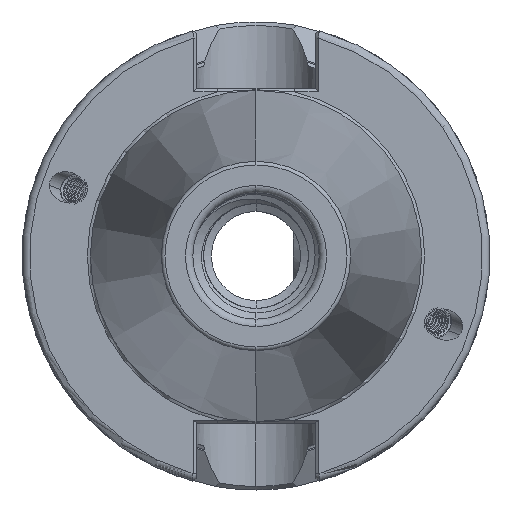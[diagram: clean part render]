
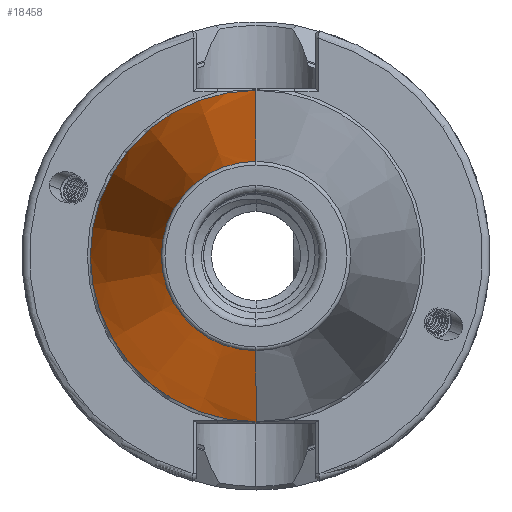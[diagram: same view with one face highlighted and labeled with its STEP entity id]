
A CAD part, left-side view. The second image highlights one B-rep face of the part: STEP entity #18458.
In plain terms, the highlighted conical face has half-angle 8.297 degrees and reference radius 22.298 mm.
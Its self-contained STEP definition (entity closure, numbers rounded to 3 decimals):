
#760 = DIRECTION ( 'NONE',  ( 0., 0., -1. ) ) ;
#781 = CARTESIAN_POINT ( 'NONE',  ( -1.5, 0., 0. ) ) ;
#797 = DIRECTION ( 'NONE',  ( 1., 0., 0. ) ) ;
#2167 = CARTESIAN_POINT ( 'NONE',  ( -1.5, 0., -22.298 ) ) ;
#2174 = CARTESIAN_POINT ( 'NONE',  ( -1.5, 0., 22.298 ) ) ;
#2179 = CARTESIAN_POINT ( 'NONE',  ( -66.972, 0., -12.75 ) ) ;
#2222 = CARTESIAN_POINT ( 'NONE',  ( -66.972, 0., 12.75 ) ) ;
#4406 = AXIS2_PLACEMENT_3D ( 'NONE', #781, #797, #760 ) ;
#4407 = AXIS2_PLACEMENT_3D ( 'NONE', #4725, #4694, #4702 ) ;
#4453 = AXIS2_PLACEMENT_3D ( 'NONE', #15786, #15770, #15772 ) ;
#4694 = DIRECTION ( 'NONE',  ( 1., 0., 0. ) ) ;
#4702 = DIRECTION ( 'NONE',  ( 0., 0., -1. ) ) ;
#4725 = CARTESIAN_POINT ( 'NONE',  ( -66.972, 0., 0. ) ) ;
#4965 = CARTESIAN_POINT ( 'NONE',  ( -1.5, 0., 22.298 ) ) ;
#4991 = DIRECTION ( 'NONE',  ( 0.99, 0., 0.144 ) ) ;
#6139 = VERTEX_POINT ( 'NONE', #2222 ) ;
#6140 = VERTEX_POINT ( 'NONE', #2174 ) ;
#6148 = VERTEX_POINT ( 'NONE', #2167 ) ;
#6149 = VERTEX_POINT ( 'NONE', #2179 ) ;
#6161 = EDGE_LOOP ( 'NONE', ( #14035, #14084, #14061, #14008 ) ) ;
#8629 = CARTESIAN_POINT ( 'NONE',  ( -1.5, 0., -22.298 ) ) ;
#8655 = DIRECTION ( 'NONE',  ( 0.99, 0., -0.144 ) ) ;
#13926 = CONICAL_SURFACE ( 'NONE', #4406, 22.298, 0.145 ) ;
#13942 = FACE_OUTER_BOUND ( 'NONE', #6161, .T. ) ;
#14008 = ORIENTED_EDGE ( 'NONE', *, *, #14546, .F. ) ;
#14035 = ORIENTED_EDGE ( 'NONE', *, *, #14697, .T. ) ;
#14061 = ORIENTED_EDGE ( 'NONE', *, *, #14850, .F. ) ;
#14084 = ORIENTED_EDGE ( 'NONE', *, *, #14734, .T. ) ;
#14383 = LINE ( 'NONE', #8629, #14390 ) ;
#14390 = VECTOR ( 'NONE', #8655, 1000. ) ;
#14465 = CIRCLE ( 'NONE', #4407, 12.75 ) ;
#14509 = VECTOR ( 'NONE', #4991, 1000. ) ;
#14520 = LINE ( 'NONE', #4965, #14509 ) ;
#14546 = EDGE_CURVE ( 'NONE', #6149, #6148, #14383, .T. ) ;
#14601 = CIRCLE ( 'NONE', #4453, 22.298 ) ;
#14697 = EDGE_CURVE ( 'NONE', #6149, #6139, #14465, .T. ) ;
#14734 = EDGE_CURVE ( 'NONE', #6139, #6140, #14520, .T. ) ;
#14850 = EDGE_CURVE ( 'NONE', #6148, #6140, #14601, .T. ) ;
#15770 = DIRECTION ( 'NONE',  ( 1., 0., 0. ) ) ;
#15772 = DIRECTION ( 'NONE',  ( 0., 0., -1. ) ) ;
#15786 = CARTESIAN_POINT ( 'NONE',  ( -1.5, 0., 0. ) ) ;
#18458 = ADVANCED_FACE ( 'NONE', ( #13942 ), #13926, .T. ) ;
